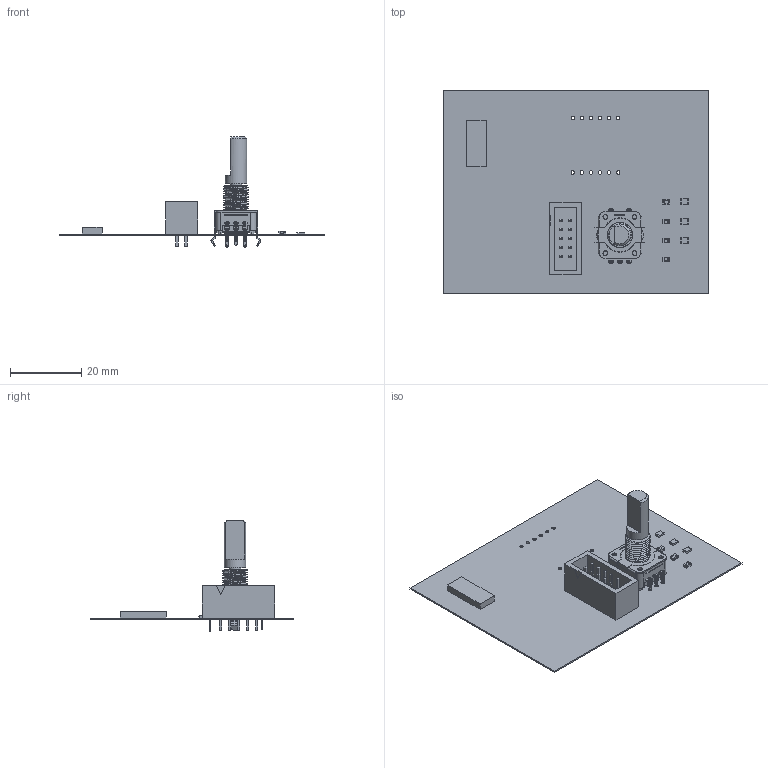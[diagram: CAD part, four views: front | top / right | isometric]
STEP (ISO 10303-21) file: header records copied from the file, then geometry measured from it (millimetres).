
FILE_DESCRIPTION(('Open CASCADE Model'),'2;1');
FILE_NAME('Open CASCADE Shape Model','2023-05-24T00:05:59',('Author'),( 'Open CASCADE'),'Open CASCADE STEP processor 7.5','Open CASCADE 7.5' ,'Unknown');
FILE_SCHEMA(('AUTOMOTIVE_DESIGN { 1 0 10303 214 1 1 1 1 }'));
Length unit declared in the file: millimetre
Products named in the file (36): PCB; Board; Open CASCADE STEP translator 7.5 4.1.1; R3; 6149085776; Extruded; 6149086096; R2; R1; K1; 6175969920; Body; LeadsArray; IC1; 6147312688; ENC1; Switch_Bourns_PEC11R-4220F-S0012_eec; 1; 2; 3; 4; 5; 6; 7; 8; Bourns; C4; Cap_KEMET_C0805C472J3HAC_eec; C3; C2; C1
Assembly tree (51 placements, depth 5):
  PCB
    Board
      Open CASCADE STEP translator 7.5 4.1.1
    R3
      6149085776  x2
        Extruded
      6149086096
        Extruded
    R2
      6149086096
        Extruded
      6149085776  x2
        Extruded
    R1
      6149085776  x2
        Extruded
      6149086096
        Extruded
    K1
      6175969920
        Body
        LeadsArray
    IC1
      6147312688
        Extruded
    ENC1
      Switch_Bourns_PEC11R-4220F-S0012_eec
        1
          1
          2
          3
          4
          5
          6
          7
          8
          Bourns
    C4
      Cap_KEMET_C0805C472J3HAC_eec
      Cap_KEMET_C0805C472J3HAC_eec
      Cap_KEMET_C0805C472J3HAC_eec
    C3
      Cap_KEMET_C0805C472J3HAC_eec
      Cap_KEMET_C0805C472J3HAC_eec
      Cap_KEMET_C0805C472J3HAC_eec
    C2
      Cap_KEMET_C0805C472J3HAC_eec
      Cap_KEMET_C0805C472J3HAC_eec
      Cap_KEMET_C0805C472J3HAC_eec
    C1
      Cap_KEMET_C0805C472J3HAC_eec
      Cap_KEMET_C0805C472J3HAC_eec
      Cap_KEMET_C0805C472J3HAC_eec
Bounding box: 74.42 x 57.15 x 30.9 mm (x, y, z)
Volume: 4339.1 mm3; surface area: 12816.1 mm2
Topology: 66 solids, 67 shells, 1960 faces, 7742 edges, 8614 vertices
Faces by surface type: plane 704, bspline 617, cylinder 451, sphere 130, torus 54, cone 4
Full cylindrical faces by diameter (mm): 1 x17, 1.1 x10, 1.2 x2, 1.3 x4, 1.5 x2, 3.251 x1, 3.5 x2, 3.6 x3, 4.5 x1, 6 x2, 7 x10
Entity records: 51017 total; most frequent: CARTESIAN_POINT 16391, ORIENTED_EDGE 6846, DIRECTION 6021, EDGE_CURVE 3423, VERTEX_POINT 2148, AXIS2_PLACEMENT_3D 2029, LINE 1963, VECTOR 1963
